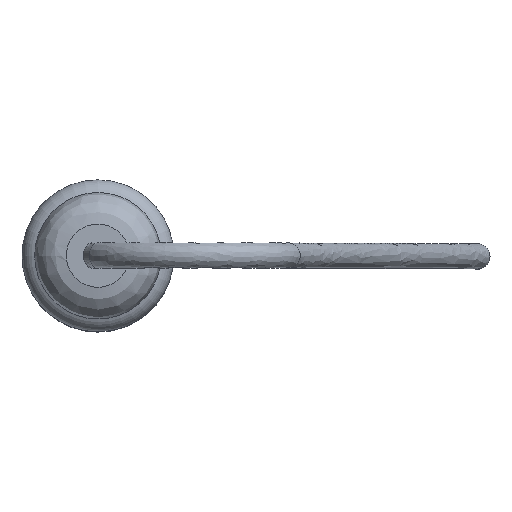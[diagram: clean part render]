
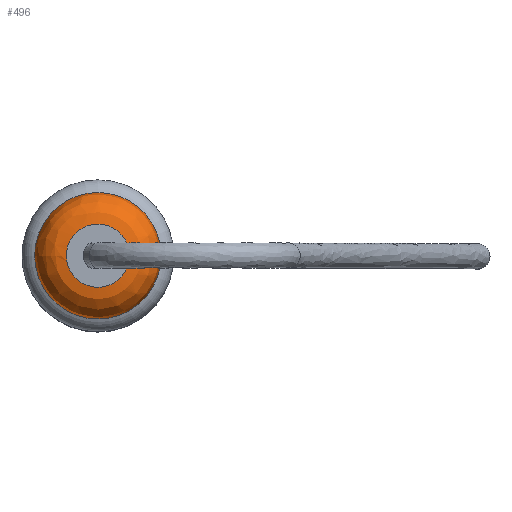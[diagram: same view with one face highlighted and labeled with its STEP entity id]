
A CAD part, top view. The second image highlights one B-rep face of the part: STEP entity #496.
In plain terms, the highlighted free-form (B-spline) face has degree [2, 2] with [3, 9] control points.
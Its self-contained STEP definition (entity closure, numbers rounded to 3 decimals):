
#25=(
BOUNDED_SURFACE()
B_SPLINE_SURFACE(2,2,((#1034,#1035,#1036,#1037,#1038,#1039,#1040,#1041,
#1042),(#1043,#1044,#1045,#1046,#1047,#1048,#1049,#1050,#1051),(#1052,#1053,
#1054,#1055,#1056,#1057,#1058,#1059,#1060)),.UNSPECIFIED.,.F.,.T.,.F.)
B_SPLINE_SURFACE_WITH_KNOTS((3,3),(3,2,2,2,3),(0.,1.571),(-3.142,
-1.571,0.,1.571,3.142),.UNSPECIFIED.)
GEOMETRIC_REPRESENTATION_ITEM()
RATIONAL_B_SPLINE_SURFACE(((1.,0.707,1.,0.707,1.,
0.707,1.,0.707,1.),(0.707,0.5,0.707,
0.5,0.707,0.5,0.707,0.5,0.707),(1.,
0.707,1.,0.707,1.,0.707,1.,0.707,
1.)))
REPRESENTATION_ITEM('')
SURFACE()
);
#111=FACE_OUTER_BOUND('',#153,.T.);
#153=EDGE_LOOP('',(#441,#442,#443,#444));
#220=CIRCLE('',#605,0.5);
#221=CIRCLE('',#606,0.5);
#222=CIRCLE('',#607,1.);
#262=VERTEX_POINT('',#1061);
#263=VERTEX_POINT('',#1063);
#322=EDGE_CURVE('',#262,#262,#220,.T.);
#323=EDGE_CURVE('',#262,#263,#221,.T.);
#324=EDGE_CURVE('',#263,#263,#222,.T.);
#441=ORIENTED_EDGE('',*,*,#322,.T.);
#442=ORIENTED_EDGE('',*,*,#323,.T.);
#443=ORIENTED_EDGE('',*,*,#324,.T.);
#444=ORIENTED_EDGE('',*,*,#323,.F.);
#496=ADVANCED_FACE('',(#111),#25,.F.);
#605=AXIS2_PLACEMENT_3D('',#1062,#786,#787);
#606=AXIS2_PLACEMENT_3D('',#1064,#788,#789);
#607=AXIS2_PLACEMENT_3D('',#1065,#790,#791);
#786=DIRECTION('center_axis',(0.,0.,-1.));
#787=DIRECTION('ref_axis',(-1.,0.,0.));
#788=DIRECTION('center_axis',(0.,-1.,0.));
#789=DIRECTION('ref_axis',(-1.,0.,0.));
#790=DIRECTION('center_axis',(0.,0.,1.));
#791=DIRECTION('ref_axis',(-1.,0.,0.));
#1034=CARTESIAN_POINT('Ctrl Pts',(-1.,0.,8.5));
#1035=CARTESIAN_POINT('Ctrl Pts',(-1.,-1.,8.5));
#1036=CARTESIAN_POINT('Ctrl Pts',(0.,-1.,8.5));
#1037=CARTESIAN_POINT('Ctrl Pts',(1.,-1.,8.5));
#1038=CARTESIAN_POINT('Ctrl Pts',(1.,0.,8.5));
#1039=CARTESIAN_POINT('Ctrl Pts',(1.,1.,8.5));
#1040=CARTESIAN_POINT('Ctrl Pts',(0.,1.,8.5));
#1041=CARTESIAN_POINT('Ctrl Pts',(-1.,1.,8.5));
#1042=CARTESIAN_POINT('Ctrl Pts',(-1.,0.,8.5));
#1043=CARTESIAN_POINT('Ctrl Pts',(-1.,0.,9.));
#1044=CARTESIAN_POINT('Ctrl Pts',(-1.,-1.,9.));
#1045=CARTESIAN_POINT('Ctrl Pts',(0.,-1.,9.));
#1046=CARTESIAN_POINT('Ctrl Pts',(1.,-1.,9.));
#1047=CARTESIAN_POINT('Ctrl Pts',(1.,0.,9.));
#1048=CARTESIAN_POINT('Ctrl Pts',(1.,1.,9.));
#1049=CARTESIAN_POINT('Ctrl Pts',(0.,1.,9.));
#1050=CARTESIAN_POINT('Ctrl Pts',(-1.,1.,9.));
#1051=CARTESIAN_POINT('Ctrl Pts',(-1.,0.,9.));
#1052=CARTESIAN_POINT('Ctrl Pts',(-0.5,0.,9.));
#1053=CARTESIAN_POINT('Ctrl Pts',(-0.5,-0.5,9.));
#1054=CARTESIAN_POINT('Ctrl Pts',(0.,-0.5,9.));
#1055=CARTESIAN_POINT('Ctrl Pts',(0.5,-0.5,9.));
#1056=CARTESIAN_POINT('Ctrl Pts',(0.5,0.,9.));
#1057=CARTESIAN_POINT('Ctrl Pts',(0.5,0.5,9.));
#1058=CARTESIAN_POINT('Ctrl Pts',(0.,0.5,9.));
#1059=CARTESIAN_POINT('Ctrl Pts',(-0.5,0.5,9.));
#1060=CARTESIAN_POINT('Ctrl Pts',(-0.5,0.,9.));
#1061=CARTESIAN_POINT('',(-0.5,0.,9.));
#1062=CARTESIAN_POINT('Origin',(0.,0.,9.));
#1063=CARTESIAN_POINT('',(-1.,0.,8.5));
#1064=CARTESIAN_POINT('Origin',(-0.5,0.,8.5));
#1065=CARTESIAN_POINT('Origin',(0.,0.,8.5));
